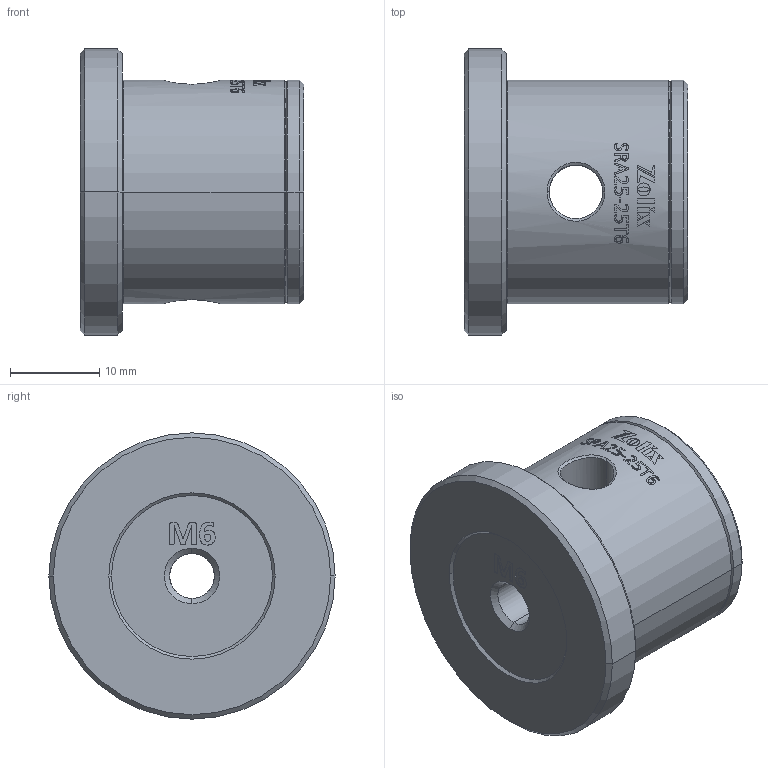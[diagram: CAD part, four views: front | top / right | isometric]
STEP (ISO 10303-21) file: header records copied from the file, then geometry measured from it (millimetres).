
FILE_DESCRIPTION (( 'STEP AP203' ), '1' );
FILE_NAME ('SRA25-25T6.STEP', '2025-07-08T05:56:24', ( '' ), ( '' ), 'SwSTEP 2.0', 'SolidWorks 2020', '' );
FILE_SCHEMA (( 'CONFIG_CONTROL_DESIGN' ));
Length unit declared in the file: millimetre
Products named in the file (1): SRA25-25T6
Bounding box: 25 x 32 x 32 mm (x, y, z)
Volume: 12465 mm3; surface area: 4302.4 mm2
Topology: 1 solids, 1 shells, 461 faces, 1253 edges, 822 vertices
Faces by surface type: bspline 307, plane 87, cylinder 39, cone 26, torus 2
Entity records: 29713 total; most frequent: CARTESIAN_POINT 20633, ORIENTED_EDGE 2498, EDGE_CURVE 1249, B_SPLINE_CURVE_WITH_KNOTS 912, VERTEX_POINT 822, DIRECTION 769, EDGE_LOOP 499, ADVANCED_FACE 461
